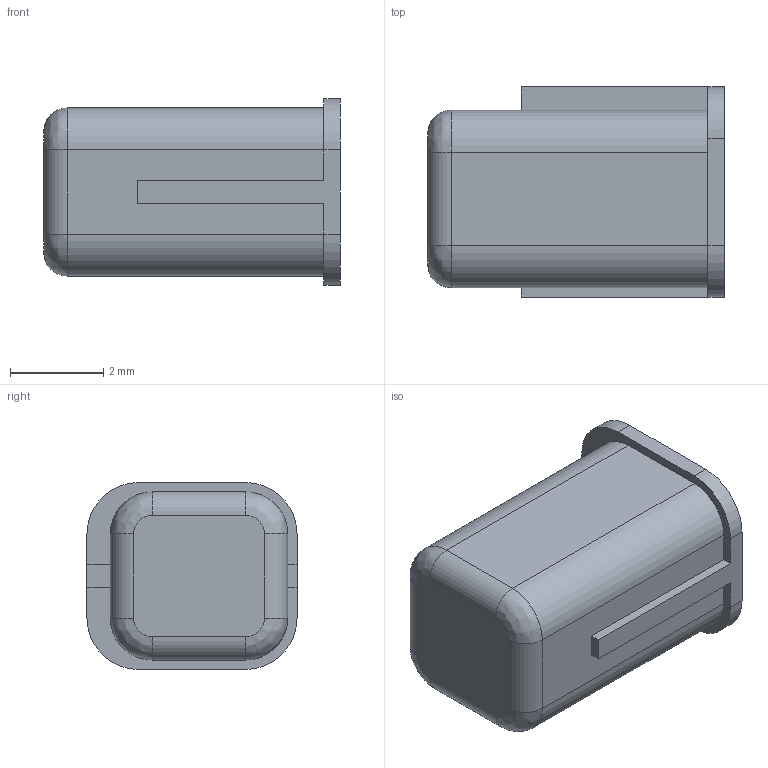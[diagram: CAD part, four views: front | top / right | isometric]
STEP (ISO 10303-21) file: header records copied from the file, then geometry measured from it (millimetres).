
FILE_DESCRIPTION(/* description */ (''),/* implementation_level */ '2;1');
FILE_NAME(/* name */ 'res_button_v1.step',/* time_stamp */ '2024-03-26T20:06:38+10:00',/* author */ (''),/* organization */ (''),/* preprocessor_version */ 'ST-DEVELOPER v20',/* originating_system */ 'Autodesk Translation Framework v12.20.1.177',/* authorisation */ '');
FILE_SCHEMA (('AUTOMOTIVE_DESIGN { 1 0 10303 214 3 1 1 }'));
Length unit declared in the file: millimetre
Products named in the file (1): (Unsaved)
Bounding box: 6.35 x 4.5 x 4 mm (x, y, z)
Volume: 84.6 mm3; surface area: 121.4 mm2
Topology: 1 solids, 1 shells, 34 faces, 88 edges, 56 vertices
Faces by surface type: plane 18, cylinder 12, bspline 4
Entity records: 1092 total; most frequent: CARTESIAN_POINT 211, DIRECTION 178, ORIENTED_EDGE 176, EDGE_CURVE 88, LINE 60, VECTOR 60, AXIS2_PLACEMENT_3D 59, VERTEX_POINT 56
